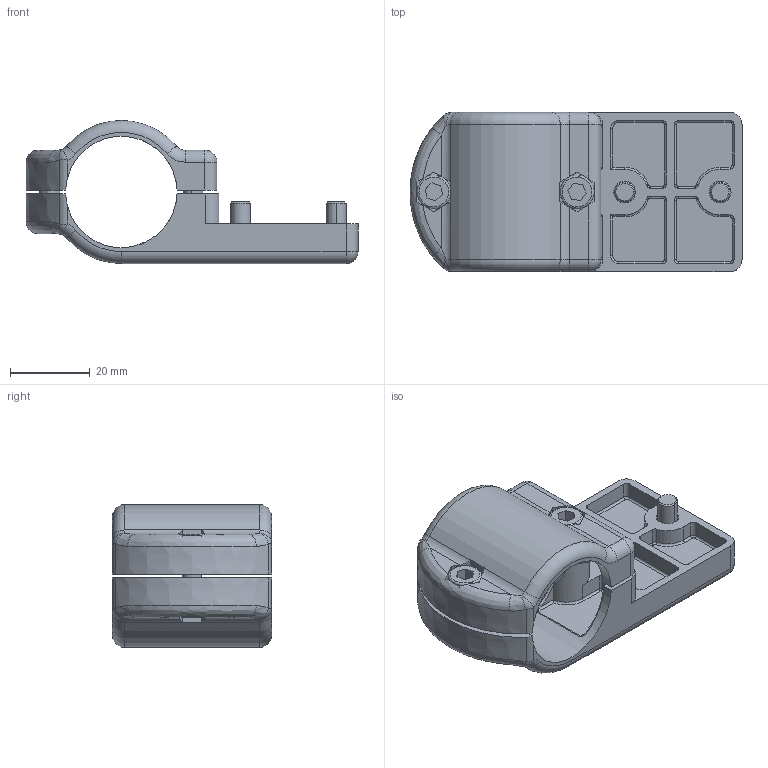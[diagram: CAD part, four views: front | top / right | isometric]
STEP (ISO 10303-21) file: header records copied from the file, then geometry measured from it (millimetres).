
FILE_DESCRIPTION((''),'2;1');
FILE_NAME('14045_NOSILEC','2022-09-19T12:02:03',('PredragRovcanin'),('Audax d.o.o.'),'CREO PARAMETRIC BY PTC INC, 2020281','CREO PARAMETRIC BY PTC INC, 2020281','');
FILE_SCHEMA(('AUTOMOTIVE_DESIGN { 1 0 10303 214 1 1 1 1 }'));
Length unit declared in the file: millimetre
Products named in the file (1): 14045_NOSILEC
Bounding box: 83.49 x 40 x 36 mm (x, y, z)
Volume: 30914.8 mm3; surface area: 20162.2 mm2
Topology: 2 solids, 6 shells, 496 faces, 1167 edges, 694 vertices
Faces by surface type: plane 166, cylinder 158, cone 88, torus 42, bspline 28, sphere 12, extrusion 2
Entity records: 19528 total; most frequent: CARTESIAN_POINT 4264, DIRECTION 2433, ORIENTED_EDGE 2304, PRESENTATION_STYLE_ASSIGNMENT 1162, STYLED_ITEM 1162, CURVE_STYLE 1156, EDGE_CURVE 1152, AXIS2_PLACEMENT_3D 933
